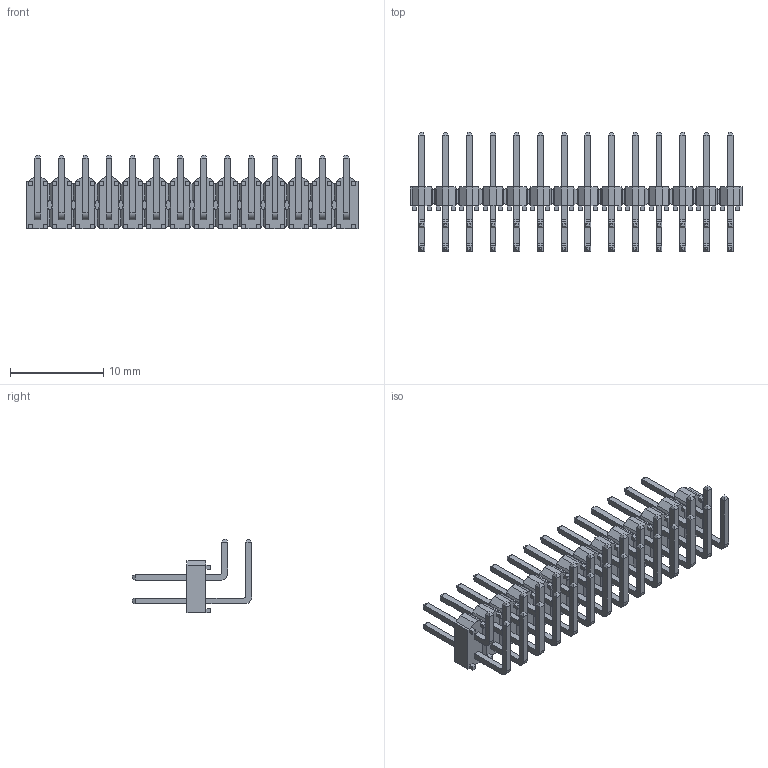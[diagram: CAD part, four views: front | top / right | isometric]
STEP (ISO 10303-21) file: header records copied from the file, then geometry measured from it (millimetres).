
FILE_DESCRIPTION( ( 'STEP AP214' ), '1' );
FILE_NAME( 'TSW-114-08-G-D-RA.stp', '2018-11-05T20:00:31', ( '' ), ( '' ), ' ', 'PARTsolutions', ' ' );
FILE_SCHEMA( ( 'AUTOMOTIVE_DESIGN { 1 0 10303 214 1 1 1 1 }' ) );
Length unit declared in the file: inch
Products named in the file (3): TSW-114-08-G-D-RA; _TSW-114-08-G-D-RA_body; _T-1S6-08-TSW-1-08-14-RA-D
Assembly tree (2 placements, depth 2):
  TSW-114-08-G-D-RA
    _TSW-114-08-G-D-RA_body
    _T-1S6-08-TSW-1-08-14-RA-D
Bounding box: 35.56 x 12.76 x 7.85 mm (x, y, z)
Volume: 541.3 mm3; surface area: 2173.5 mm2
Topology: 2 solids, 2 shells, 1332 faces, 3470 edges, 2172 vertices
Faces by surface type: plane 1276, cylinder 56
Entity records: 50348 total; most frequent: CARTESIAN_POINT 6977, ORIENTED_EDGE 6940, DIRECTION 6252, EDGE_CURVE 3470, LINE 3358, VECTOR 3358, VERTEX_POINT 2172, AXIS2_PLACEMENT_3D 1447
